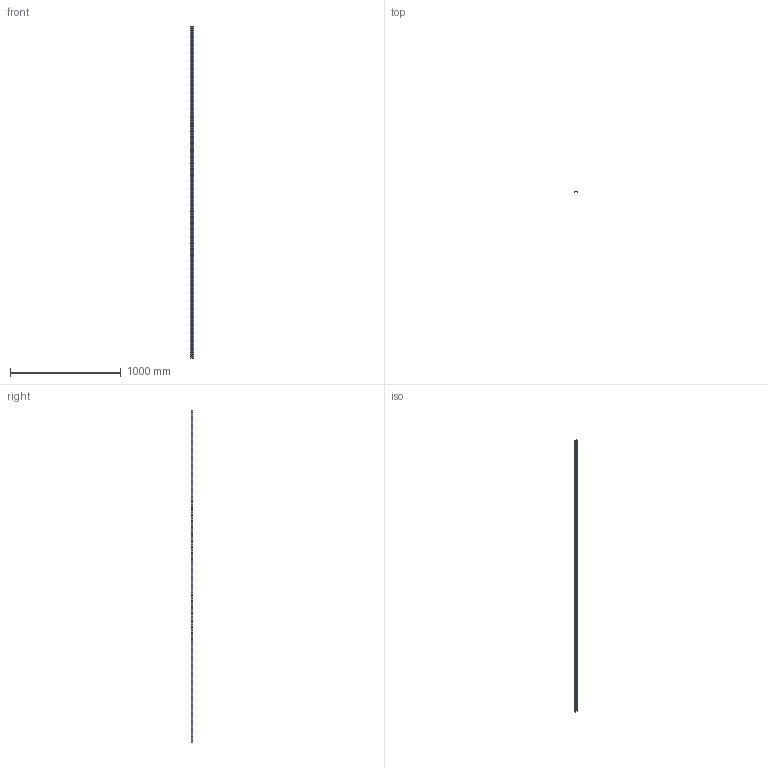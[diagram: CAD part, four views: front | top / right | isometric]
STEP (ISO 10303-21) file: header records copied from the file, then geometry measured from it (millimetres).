
FILE_DESCRIPTION((''),'2;1');
FILE_NAME('611330_PRT','2018-12-05T12:09:26',('tomasz.grudniewski'),(''),'CREO PARAMETRIC BY PTC INC, 2018260','CREO PARAMETRIC BY PTC INC, 2018260','');
FILE_SCHEMA(('CONFIG_CONTROL_DESIGN'));
Length unit declared in the file: millimetre
Products named in the file (1): 611330_PRT
Bounding box: 28 x 12 x 3000 mm (x, y, z)
Volume: 153446.4 mm3; surface area: 269948.7 mm2
Topology: 1 solids, 1 shells, 622 faces, 1844 edges, 1224 vertices
Faces by surface type: plane 318, cylinder 304
Entity records: 21586 total; most frequent: DIRECTION 3696, CARTESIAN_POINT 3690, ORIENTED_EDGE 3688, EDGE_CURVE 1844, VECTOR 1236, LINE 1236, AXIS2_PLACEMENT_3D 1230, VERTEX_POINT 1224
